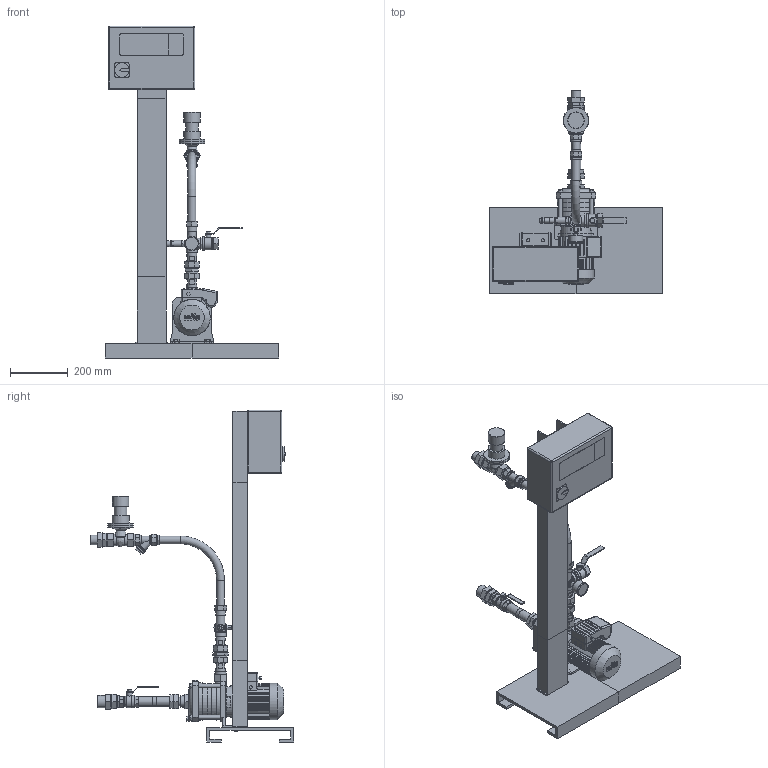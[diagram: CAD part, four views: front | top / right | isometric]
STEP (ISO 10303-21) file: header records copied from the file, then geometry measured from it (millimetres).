
FILE_DESCRIPTION(/* description */ (''),/* implementation_level */ '2;1');
FILE_NAME(/* name */ '3d_WEH-1-303-M_CE-4157251.stp',/* time_stamp */ '2020-11-04T13:31:02+01:00',/* author */ ('Andrzej'),/* organization */ (''),/* preprocessor_version */ 'ST-DEVELOPER v16.13',/* originating_system */ 'AutoCAD Mechanical',/* authorisation */ '');
FILE_SCHEMA (('AUTOMOTIVE_DESIGN { 1 0 10303 214 3 1 1 }'));
Length unit declared in the file: millimetre
Products named in the file (1): Product
Bounding box: 600 x 703.25 x 1150 mm (x, y, z)
Volume: 18820687.8 mm3; surface area: 2271192 mm2
Topology: 52 solids, 52 shells, 1220 faces, 2961 edges, 1897 vertices
Faces by surface type: plane 836, cylinder 278, bspline 37, cone 31, sphere 28, torus 10
Full cylindrical faces by diameter (mm): 10 x1, 11 x5, 11.8 x1, 12 x4, 12.8 x1, 13.454 x4, 14 x1, 15 x5, 15.7 x1, 17 x1, 17.2 x1, 18 x2, 18.1 x1, 18.8 x1, 19.2 x1, 20 x2, 22.8 x2, 26.9 x2, 27.3 x1, 29.7 x1, 30 x1, 32.4 x2, 33.7 x10, 34 x1, 34.8 x1, 36.4 x1, 38 x1, 38.1 x1, 39.4 x2, 39.7 x2
Entity records: 35548 total; most frequent: CARTESIAN_POINT 7497, DIRECTION 5760, ORIENTED_EDGE 5538, EDGE_CURVE 2769, LINE 1924, VECTOR 1924, AXIS2_PLACEMENT_3D 1918, VERTEX_POINT 1853
